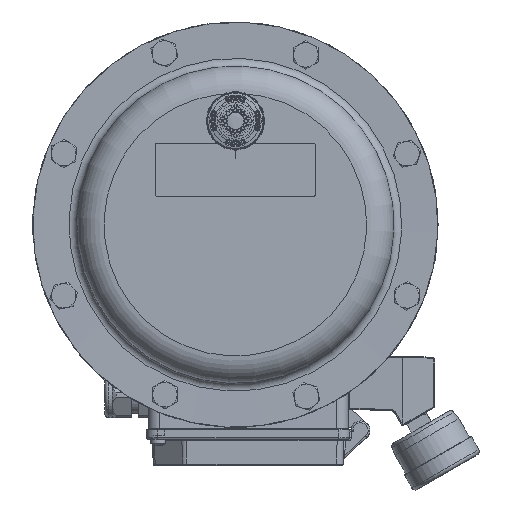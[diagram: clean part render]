
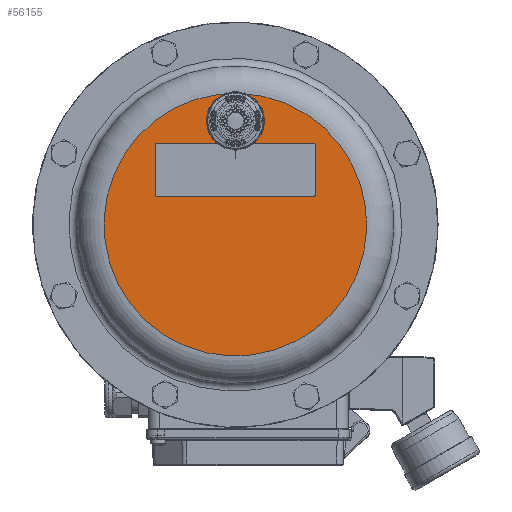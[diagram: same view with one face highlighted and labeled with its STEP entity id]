
A CAD part, top view. The second image highlights one B-rep face of the part: STEP entity #56155.
In plain terms, the highlighted planar face has unit normal (0, 0, 1).
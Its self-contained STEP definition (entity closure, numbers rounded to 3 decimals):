
#3067=FACE_BOUND('',#15004,.T.);
#3068=FACE_BOUND('',#15005,.T.);
#3550=LINE('',#83272,#6768);
#3554=LINE('',#83281,#6772);
#3557=LINE('',#83289,#6775);
#3560=LINE('',#83297,#6778);
#6768=VECTOR('',#66475,1000.);
#6772=VECTOR('',#66485,1000.);
#6775=VECTOR('',#66494,1000.);
#6778=VECTOR('',#66503,1000.);
#11677=FACE_OUTER_BOUND('',#15003,.T.);
#15003=EDGE_LOOP('',(#36540));
#15004=EDGE_LOOP('',(#36541,#36542,#36543,#36544,#36545,#36546,#36547,#36548));
#15005=EDGE_LOOP('',(#36549,#36550));
#18057=CIRCLE('',#59033,10.35);
#18128=CIRCLE('',#59131,69.65);
#18401=CIRCLE('',#59758,1.);
#18402=CIRCLE('',#59761,1.);
#18403=CIRCLE('',#59764,1.);
#18404=CIRCLE('',#59767,1.);
#18405=CIRCLE('',#59817,10.35);
#20783=VERTEX_POINT('',#79426);
#20784=VERTEX_POINT('',#79427);
#20872=VERTEX_POINT('',#80014);
#21430=VERTEX_POINT('',#83270);
#21431=VERTEX_POINT('',#83271);
#21432=VERTEX_POINT('',#83276);
#21433=VERTEX_POINT('',#83280);
#21434=VERTEX_POINT('',#83284);
#21435=VERTEX_POINT('',#83288);
#21436=VERTEX_POINT('',#83292);
#21437=VERTEX_POINT('',#83296);
#26049=EDGE_CURVE('',#20783,#20784,#18057,.T.);
#26167=EDGE_CURVE('',#20872,#20872,#18128,.T.);
#27060=EDGE_CURVE('',#21430,#21431,#3550,.T.);
#27063=EDGE_CURVE('',#21431,#21432,#18401,.T.);
#27065=EDGE_CURVE('',#21432,#21433,#3554,.T.);
#27067=EDGE_CURVE('',#21433,#21434,#18402,.T.);
#27069=EDGE_CURVE('',#21434,#21435,#3557,.T.);
#27071=EDGE_CURVE('',#21435,#21436,#18403,.T.);
#27073=EDGE_CURVE('',#21436,#21437,#3560,.T.);
#27075=EDGE_CURVE('',#21437,#21430,#18404,.T.);
#27148=EDGE_CURVE('',#20784,#20783,#18405,.T.);
#36540=ORIENTED_EDGE('',*,*,#26167,.F.);
#36541=ORIENTED_EDGE('',*,*,#27075,.F.);
#36542=ORIENTED_EDGE('',*,*,#27073,.F.);
#36543=ORIENTED_EDGE('',*,*,#27071,.F.);
#36544=ORIENTED_EDGE('',*,*,#27069,.F.);
#36545=ORIENTED_EDGE('',*,*,#27067,.F.);
#36546=ORIENTED_EDGE('',*,*,#27065,.F.);
#36547=ORIENTED_EDGE('',*,*,#27063,.F.);
#36548=ORIENTED_EDGE('',*,*,#27060,.F.);
#36549=ORIENTED_EDGE('',*,*,#27148,.T.);
#36550=ORIENTED_EDGE('',*,*,#26049,.T.);
#51423=PLANE('',#59816);
#56155=ADVANCED_FACE('',(#11677,#3067,#3068),#51423,.F.);
#59033=AXIS2_PLACEMENT_3D('',#79428,#64749,#64750);
#59131=AXIS2_PLACEMENT_3D('',#80016,#64971,#64972);
#59758=AXIS2_PLACEMENT_3D('',#83277,#66480,#66481);
#59761=AXIS2_PLACEMENT_3D('',#83285,#66489,#66490);
#59764=AXIS2_PLACEMENT_3D('',#83293,#66498,#66499);
#59767=AXIS2_PLACEMENT_3D('',#83300,#66507,#66508);
#59816=AXIS2_PLACEMENT_3D('',#83445,#66677,#66678);
#59817=AXIS2_PLACEMENT_3D('',#83446,#66679,#66680);
#64749=DIRECTION('center_axis',(0.,0.,
-1.));
#64750=DIRECTION('ref_axis',(-0.924,0.383,0.));
#64971=DIRECTION('center_axis',(0.,0.,
-1.));
#64972=DIRECTION('ref_axis',(-0.924,0.383,0.));
#66475=DIRECTION('',(0.001,1.,0.));
#66480=DIRECTION('center_axis',(0.,0.,
1.));
#66481=DIRECTION('ref_axis',(-0.001,-1.,0.));
#66485=DIRECTION('',(-1.,0.001,0.));
#66489=DIRECTION('center_axis',(0.,0.,
1.));
#66490=DIRECTION('ref_axis',(-0.001,-1.,0.));
#66494=DIRECTION('',(-0.001,-1.,0.));
#66498=DIRECTION('center_axis',(0.,0.,
1.));
#66499=DIRECTION('ref_axis',(-0.001,-1.,0.));
#66503=DIRECTION('',(1.,-0.001,0.));
#66507=DIRECTION('center_axis',(0.,0.,
1.));
#66508=DIRECTION('ref_axis',(-0.001,-1.,0.));
#66677=DIRECTION('center_axis',(0.,0.,
-1.));
#66678=DIRECTION('ref_axis',(-0.924,0.383,0.));
#66679=DIRECTION('center_axis',(0.,0.,
-1.));
#66680=DIRECTION('ref_axis',(-0.924,0.383,0.));
#79426=CARTESIAN_POINT('',(0.033,65.35,300.));
#79427=CARTESIAN_POINT('',(0.023,44.65,300.));
#79428=CARTESIAN_POINT('Origin',(0.028,55.,300.));
#80014=CARTESIAN_POINT('',(64.335,-26.686,300.));
#80016=CARTESIAN_POINT('Origin',(0.,0.,
300.));
#83270=CARTESIAN_POINT('',(42.508,15.978,300.));
#83271=CARTESIAN_POINT('',(42.521,41.978,300.));
#83272=CARTESIAN_POINT('',(42.508,15.978,300.));
#83276=CARTESIAN_POINT('',(41.522,42.979,300.));
#83277=CARTESIAN_POINT('Origin',(41.521,41.979,300.));
#83280=CARTESIAN_POINT('',(-41.478,43.021,300.));
#83281=CARTESIAN_POINT('',(41.522,42.979,300.));
#83284=CARTESIAN_POINT('',(-42.479,42.022,300.));
#83285=CARTESIAN_POINT('Origin',(-41.479,42.021,300.));
#83288=CARTESIAN_POINT('',(-42.492,16.022,300.));
#83289=CARTESIAN_POINT('',(-42.492,16.022,300.));
#83292=CARTESIAN_POINT('',(-41.492,15.021,300.));
#83293=CARTESIAN_POINT('Origin',(-41.492,16.021,300.));
#83296=CARTESIAN_POINT('',(41.508,14.979,300.));
#83297=CARTESIAN_POINT('',(41.508,14.979,300.));
#83300=CARTESIAN_POINT('Origin',(41.508,15.979,300.));
#83445=CARTESIAN_POINT('Origin',(0.,0.,
300.));
#83446=CARTESIAN_POINT('Origin',(0.028,55.,300.));
